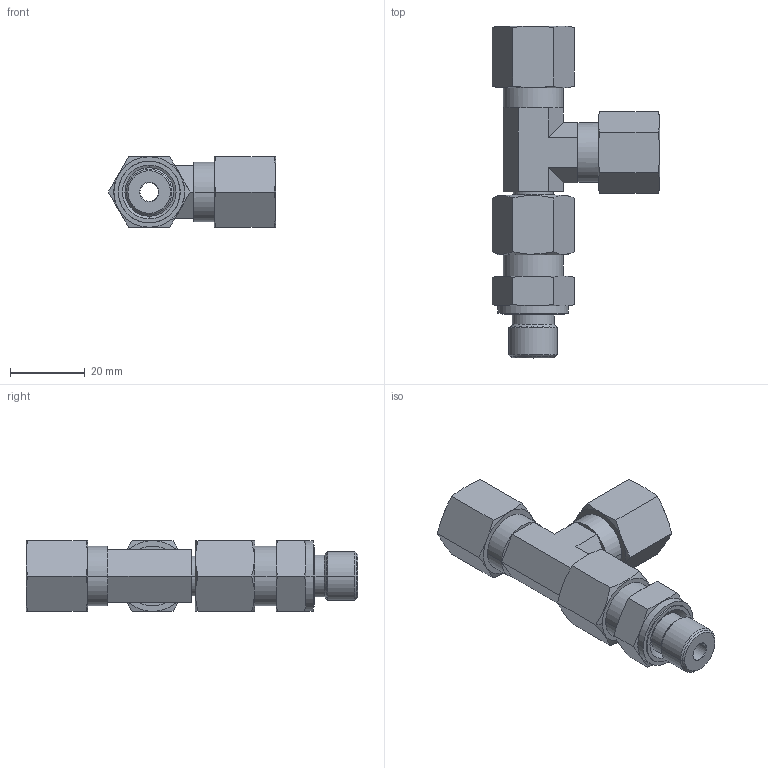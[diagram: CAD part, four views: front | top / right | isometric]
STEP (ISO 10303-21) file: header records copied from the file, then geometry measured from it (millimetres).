
FILE_DESCRIPTION((''),'2;1');
FILE_NAME('ILCM43000018','2009-07-27T',('mes'),(''),'PRO/ENGINEER BY PARAMETRIC TECHNOLOGY CORPORATION, 2007460','PRO/ENGINEER BY PARAMETRIC TECHNOLOGY CORPORATION, 2007460','');
FILE_SCHEMA(('AUTOMOTIVE_DESIGN_CC2 { 1 2 10303 214 -1 1 5 2 }'));
Length unit declared in the file: inch
Products named in the file (1): ILCM43000018
Bounding box: 44.87 x 88.95 x 19 mm (x, y, z)
Volume: 22654.3 mm3; surface area: 12795.6 mm2
Topology: 1 solids, 4 shells, 227 faces, 495 edges, 293 vertices
Faces by surface type: plane 87, cone 82, cylinder 54, torus 4
Entity records: 8537 total; most frequent: CARTESIAN_POINT 1867, DIRECTION 1084, ORIENTED_EDGE 986, EDGE_CURVE 495, AXIS2_PLACEMENT_3D 449, VERTEX_POINT 293, EDGE_LOOP 254, FACE_OUTER_BOUND 227
